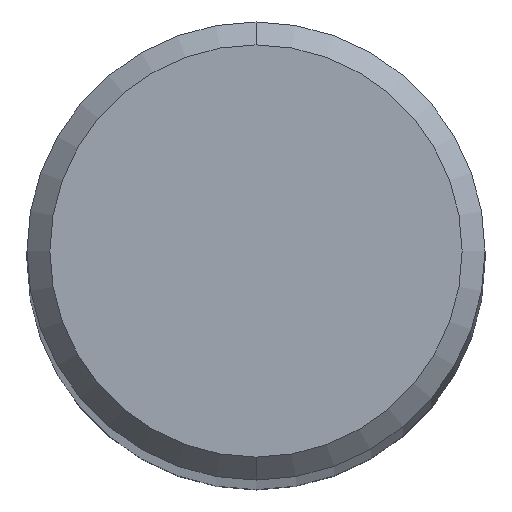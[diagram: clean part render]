
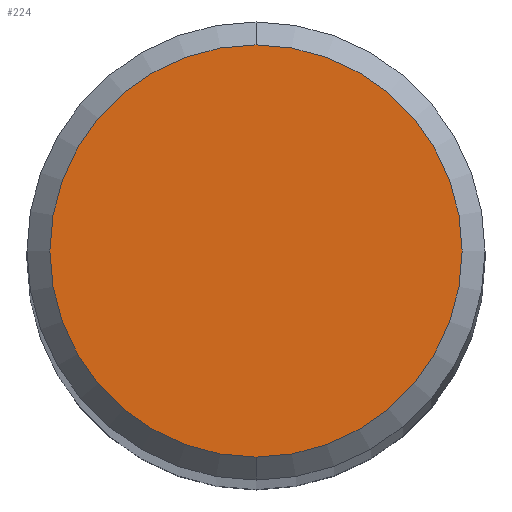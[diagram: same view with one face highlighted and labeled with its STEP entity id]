
A CAD part, top view. The second image highlights one B-rep face of the part: STEP entity #224.
In plain terms, the highlighted planar face has unit normal (0, 0, 1).
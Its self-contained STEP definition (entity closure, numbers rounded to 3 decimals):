
#166=EDGE_CURVE('',#182,#344,#433,.T.);
#182=VERTEX_POINT('',#451);
#224=ADVANCED_FACE('',(#497),#498,.T.);
#264=EDGE_CURVE('',#344,#182,#544,.T.);
#344=VERTEX_POINT('',#629);
#433=CIRCLE('',#743,4.5);
#451=CARTESIAN_POINT('',(0.,-4.5,0.0));
#497=FACE_OUTER_BOUND('',#900,.T.);
#498=PLANE('',#901);
#544=CIRCLE('',#993,4.5);
#629=CARTESIAN_POINT('',(0.0,4.5,0.0));
#743=AXIS2_PLACEMENT_3D('',#1321,#1322,#1323);
#900=EDGE_LOOP('',(#1388,#1389));
#901=AXIS2_PLACEMENT_3D('',#1390,#1391,#1392);
#993=AXIS2_PLACEMENT_3D('',#1459,#1460,#1461);
#1321=CARTESIAN_POINT('',(0.0,0.0,0.0));
#1322=DIRECTION('',(0.0,0.0,-1.0));
#1323=DIRECTION('',(0.0,1.0,0.0));
#1388=ORIENTED_EDGE('',*,*,#264,.F.);
#1389=ORIENTED_EDGE('',*,*,#166,.F.);
#1390=CARTESIAN_POINT('',(0.0,2.25,0.0));
#1391=DIRECTION('',(-0.0,0.0,1.0));
#1392=DIRECTION('',(0.0,-1.0,0.0));
#1459=CARTESIAN_POINT('',(0.0,0.0,0.0));
#1460=DIRECTION('',(0.0,0.0,-1.0));
#1461=DIRECTION('',(0.0,1.0,0.0));
